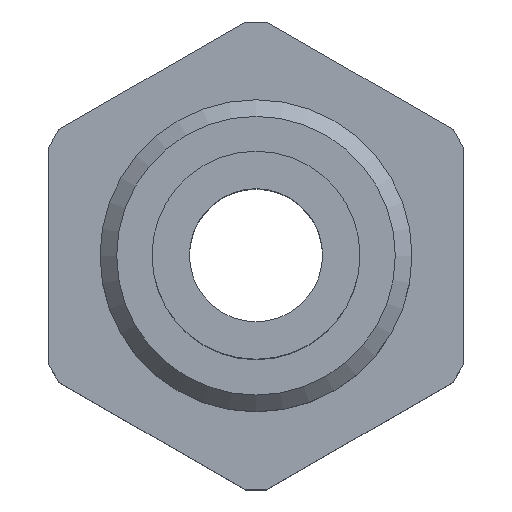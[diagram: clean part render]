
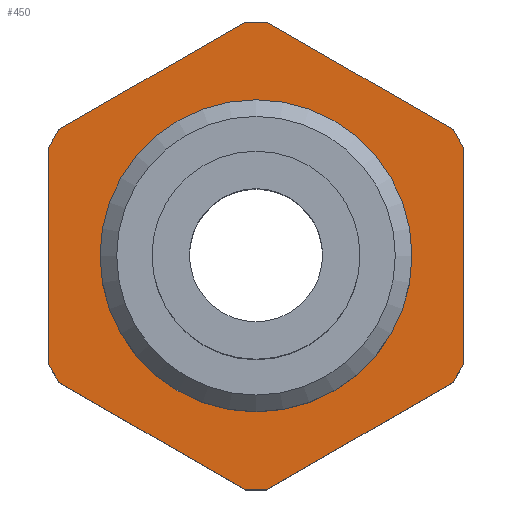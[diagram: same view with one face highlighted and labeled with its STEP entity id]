
A CAD part, top view. The second image highlights one B-rep face of the part: STEP entity #450.
In plain terms, the highlighted planar face has unit normal (0, 0, 1).
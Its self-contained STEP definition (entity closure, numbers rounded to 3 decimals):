
#23=FACE_BOUND('',#103,.T.);
#42=PLANE('',#505);
#69=FACE_OUTER_BOUND('',#102,.T.);
#102=EDGE_LOOP('',(#405,#406,#407,#408,#409,#410,#411,#412,#413,#414,#415,
#416));
#103=EDGE_LOOP('',(#417));
#105=LINE('',#647,#149);
#111=LINE('',#658,#155);
#122=LINE('',#683,#166);
#125=LINE('',#688,#169);
#126=LINE('',#692,#170);
#129=LINE('',#697,#173);
#131=LINE('',#701,#175);
#133=LINE('',#705,#177);
#136=LINE('',#710,#180);
#137=LINE('',#713,#181);
#146=LINE('',#754,#190);
#147=LINE('',#756,#191);
#149=VECTOR('',#521,10.);
#155=VECTOR('',#529,10.);
#166=VECTOR('',#546,10.);
#169=VECTOR('',#551,10.);
#170=VECTOR('',#554,10.);
#173=VECTOR('',#559,10.);
#175=VECTOR('',#563,10.);
#177=VECTOR('',#567,10.);
#180=VECTOR('',#572,10.);
#181=VECTOR('',#575,10.);
#190=VECTOR('',#628,10.);
#191=VECTOR('',#631,10.);
#201=CIRCLE('',#492,3.75);
#209=VERTEX_POINT('',#645);
#210=VERTEX_POINT('',#646);
#214=VERTEX_POINT('',#656);
#225=VERTEX_POINT('',#682);
#226=VERTEX_POINT('',#686);
#227=VERTEX_POINT('',#690);
#228=VERTEX_POINT('',#691);
#229=VERTEX_POINT('',#696);
#230=VERTEX_POINT('',#700);
#231=VERTEX_POINT('',#704);
#232=VERTEX_POINT('',#708);
#233=VERTEX_POINT('',#712);
#239=VERTEX_POINT('',#733);
#248=EDGE_CURVE('',#209,#210,#105,.T.);
#254=EDGE_CURVE('',#209,#214,#111,.T.);
#266=EDGE_CURVE('',#225,#214,#122,.T.);
#269=EDGE_CURVE('',#225,#226,#125,.T.);
#270=EDGE_CURVE('',#227,#228,#126,.T.);
#273=EDGE_CURVE('',#229,#228,#129,.T.);
#275=EDGE_CURVE('',#229,#230,#131,.T.);
#277=EDGE_CURVE('',#231,#226,#133,.T.);
#280=EDGE_CURVE('',#231,#232,#136,.T.);
#281=EDGE_CURVE('',#233,#232,#137,.T.);
#292=EDGE_CURVE('',#239,#239,#201,.T.);
#300=EDGE_CURVE('',#227,#210,#146,.T.);
#301=EDGE_CURVE('',#233,#230,#147,.T.);
#405=ORIENTED_EDGE('',*,*,#248,.F.);
#406=ORIENTED_EDGE('',*,*,#254,.T.);
#407=ORIENTED_EDGE('',*,*,#266,.F.);
#408=ORIENTED_EDGE('',*,*,#269,.T.);
#409=ORIENTED_EDGE('',*,*,#277,.F.);
#410=ORIENTED_EDGE('',*,*,#280,.T.);
#411=ORIENTED_EDGE('',*,*,#281,.F.);
#412=ORIENTED_EDGE('',*,*,#301,.T.);
#413=ORIENTED_EDGE('',*,*,#275,.F.);
#414=ORIENTED_EDGE('',*,*,#273,.T.);
#415=ORIENTED_EDGE('',*,*,#270,.F.);
#416=ORIENTED_EDGE('',*,*,#300,.T.);
#417=ORIENTED_EDGE('',*,*,#292,.T.);
#450=ADVANCED_FACE('',(#69,#23),#42,.T.);
#492=AXIS2_PLACEMENT_3D('',#735,#601,#602);
#505=AXIS2_PLACEMENT_3D('',#757,#632,#633);
#521=DIRECTION('',(-1.,0.,0.));
#529=DIRECTION('',(0.866,0.5,0.));
#546=DIRECTION('',(-0.5,-0.866,0.));
#551=DIRECTION('',(0.,1.,0.));
#554=DIRECTION('',(-0.5,0.866,0.));
#559=DIRECTION('',(0.,-1.,0.));
#563=DIRECTION('',(0.5,0.866,0.));
#567=DIRECTION('',(0.5,-0.866,0.));
#572=DIRECTION('',(-0.866,0.5,0.));
#575=DIRECTION('',(1.,0.,0.));
#601=DIRECTION('center_axis',(0.,0.,-1.));
#602=DIRECTION('ref_axis',(1.,0.,0.));
#628=DIRECTION('',(0.866,-0.5,0.));
#631=DIRECTION('',(-0.866,-0.5,0.));
#632=DIRECTION('center_axis',(0.,0.,1.));
#633=DIRECTION('ref_axis',(1.,0.,0.));
#645=CARTESIAN_POINT('',(0.26,-5.624,2.3));
#646=CARTESIAN_POINT('',(-0.26,-5.624,2.3));
#647=CARTESIAN_POINT('',(0.,-5.624,2.3));
#656=CARTESIAN_POINT('',(4.74,-3.037,2.3));
#658=CARTESIAN_POINT('',(0.,-5.774,2.3));
#682=CARTESIAN_POINT('',(5.,-2.587,2.3));
#683=CARTESIAN_POINT('',(4.87,-2.812,2.3));
#686=CARTESIAN_POINT('',(5.,2.587,2.3));
#688=CARTESIAN_POINT('',(5.,-2.887,2.3));
#690=CARTESIAN_POINT('',(-4.74,-3.037,2.3));
#691=CARTESIAN_POINT('',(-5.,-2.587,2.3));
#692=CARTESIAN_POINT('',(-4.87,-2.812,2.3));
#696=CARTESIAN_POINT('',(-5.,2.587,2.3));
#697=CARTESIAN_POINT('',(-5.,2.887,2.3));
#700=CARTESIAN_POINT('',(-4.74,3.037,2.3));
#701=CARTESIAN_POINT('',(-4.87,2.812,2.3));
#704=CARTESIAN_POINT('',(4.74,3.037,2.3));
#705=CARTESIAN_POINT('',(4.87,2.812,2.3));
#708=CARTESIAN_POINT('',(0.26,5.624,2.3));
#710=CARTESIAN_POINT('',(5.,2.887,2.3));
#712=CARTESIAN_POINT('',(-0.26,5.624,2.3));
#713=CARTESIAN_POINT('',(0.,5.624,2.3));
#733=CARTESIAN_POINT('',(-3.75,0.,2.3));
#735=CARTESIAN_POINT('Origin',(0.,0.,2.3));
#754=CARTESIAN_POINT('',(-5.,-2.887,2.3));
#756=CARTESIAN_POINT('',(0.,5.774,2.3));
#757=CARTESIAN_POINT('Origin',(0.,0.,2.3));
